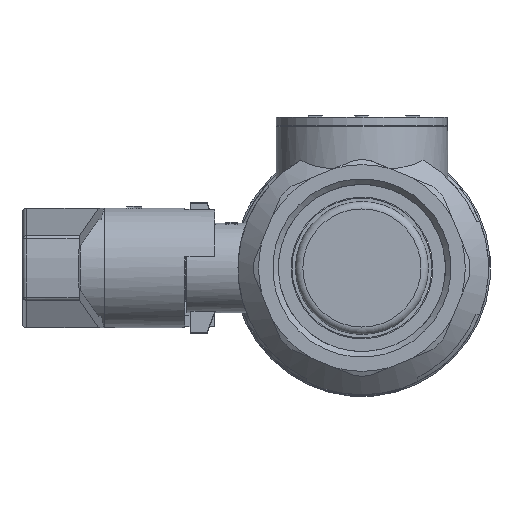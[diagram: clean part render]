
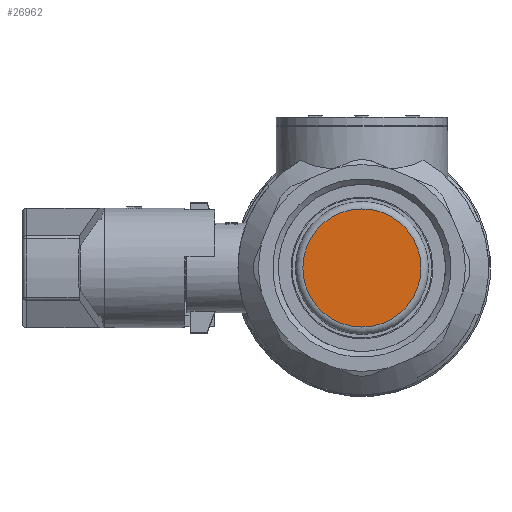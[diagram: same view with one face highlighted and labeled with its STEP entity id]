
A CAD part, left-side view. The second image highlights one B-rep face of the part: STEP entity #26962.
In plain terms, the highlighted planar face has unit normal (-1, 0, 0).
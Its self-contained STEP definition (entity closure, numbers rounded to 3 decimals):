
#1245=PLANE('',#28623);
#2582=CIRCLE('',#28624,15.85);
#2996=ORIENTED_EDGE('',*,*,#11220,.T.);
#11220=EDGE_CURVE('',#15336,#15336,#2582,.T.);
#15336=VERTEX_POINT('',#40061);
#23408=EDGE_LOOP('',(#2996));
#25122=FACE_BOUND('',#23408,.T.);
#26962=ADVANCED_FACE('',(#25122),#1245,.T.);
#28623=AXIS2_PLACEMENT_3D('',#40059,#31577,#31578);
#28624=AXIS2_PLACEMENT_3D('',#40060,#31579,#31580);
#31577=DIRECTION('',(-1.,0.,0.));
#31578=DIRECTION('',(0.,0.,1.));
#31579=DIRECTION('',(-1.,0.,0.));
#31580=DIRECTION('',(0.,1.,0.));
#40059=CARTESIAN_POINT('',(-14.935,8.925,0.));
#40060=CARTESIAN_POINT('',(-14.935,0.,0.));
#40061=CARTESIAN_POINT('',(-14.935,15.85,0.));
